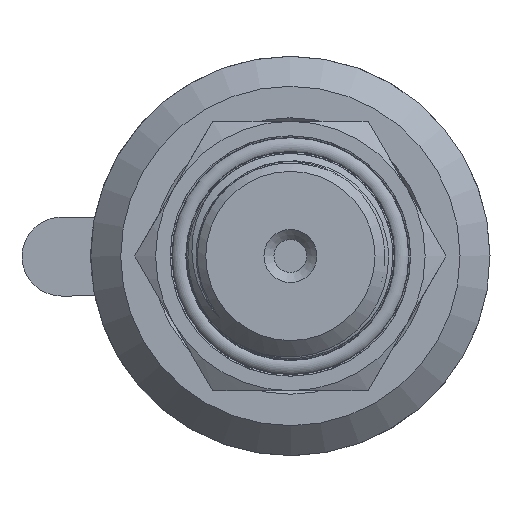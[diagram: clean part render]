
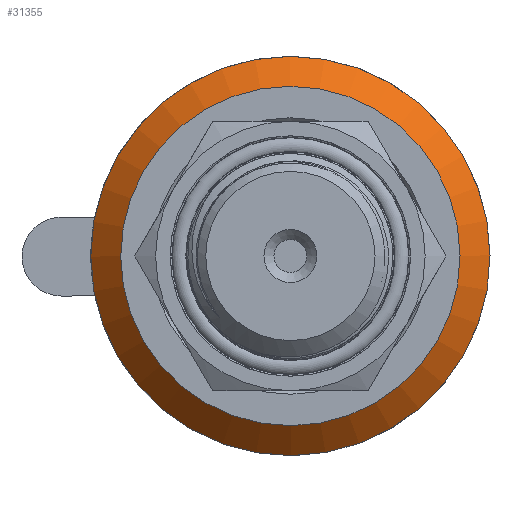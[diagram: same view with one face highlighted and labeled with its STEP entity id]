
A CAD part, left-side view. The second image highlights one B-rep face of the part: STEP entity #31355.
In plain terms, the highlighted conical face has half-angle 45 degrees and reference radius 18.5 mm.
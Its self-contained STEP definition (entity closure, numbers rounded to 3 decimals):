
#331=CONICAL_SURFACE('',#33411,18.5,0.785);
#3328=FACE_OUTER_BOUND('',#5130,.T.);
#5130=EDGE_LOOP('',(#28988,#28989,#28990,#28991));
#5813=CIRCLE('',#33410,20.);
#5814=CIRCLE('',#33412,17.);
#9669=LINE('',#81608,#12619);
#12619=VECTOR('',#40238,18.5);
#15579=VERTEX_POINT('',#81603);
#15580=VERTEX_POINT('',#81607);
#20085=EDGE_CURVE('',#15579,#15579,#5813,.T.);
#20086=EDGE_CURVE('',#15579,#15580,#9669,.T.);
#20087=EDGE_CURVE('',#15580,#15580,#5814,.T.);
#28988=ORIENTED_EDGE('',*,*,#20085,.F.);
#28989=ORIENTED_EDGE('',*,*,#20086,.T.);
#28990=ORIENTED_EDGE('',*,*,#20087,.T.);
#28991=ORIENTED_EDGE('',*,*,#20086,.F.);
#31355=ADVANCED_FACE('',(#3328),#331,.T.);
#33410=AXIS2_PLACEMENT_3D('',#81605,#40234,#40235);
#33411=AXIS2_PLACEMENT_3D('',#81606,#40236,#40237);
#33412=AXIS2_PLACEMENT_3D('',#81609,#40239,#40240);
#40234=DIRECTION('center_axis',(-1.,0.,0.));
#40235=DIRECTION('ref_axis',(0.,0.,
-1.));
#40236=DIRECTION('center_axis',(-1.,0.,0.));
#40237=DIRECTION('ref_axis',(0.,-1.,0.));
#40238=DIRECTION('',(0.707,-0.707,0.));
#40239=DIRECTION('center_axis',(-1.,0.,0.));
#40240=DIRECTION('ref_axis',(0.,0.,
-1.));
#81603=CARTESIAN_POINT('',(21.,20.,0.));
#81605=CARTESIAN_POINT('Origin',(21.,0.,0.));
#81606=CARTESIAN_POINT('Origin',(22.5,0.,0.));
#81607=CARTESIAN_POINT('',(24.,17.,0.));
#81608=CARTESIAN_POINT('',(22.5,18.5,0.));
#81609=CARTESIAN_POINT('Origin',(24.,0.,0.));
